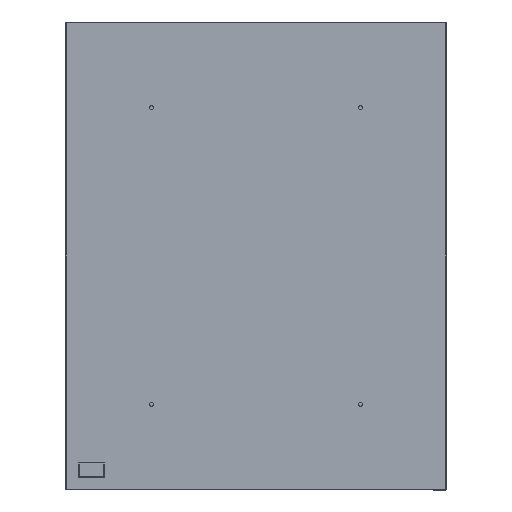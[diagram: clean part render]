
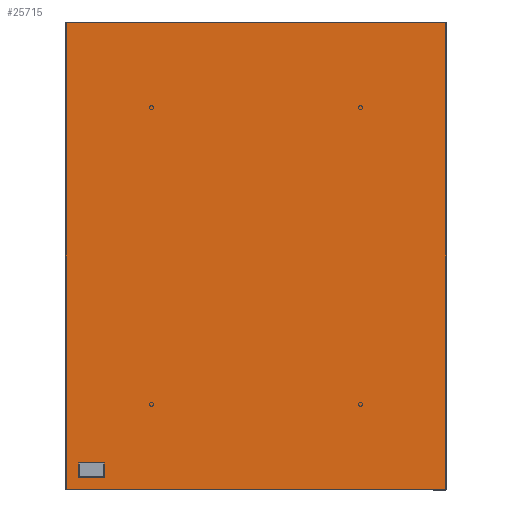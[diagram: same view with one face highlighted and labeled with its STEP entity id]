
A CAD part, left-side view. The second image highlights one B-rep face of the part: STEP entity #25715.
In plain terms, the highlighted planar face has unit normal (-1, 0, 0).
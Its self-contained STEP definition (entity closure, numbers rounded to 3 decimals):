
#25354=CARTESIAN_POINT('',(-1486.064,4607.751,1.131));
#25355=VERTEX_POINT('',#25354);
#25356=CARTESIAN_POINT('',(-1486.064,4607.751,544.869));
#25357=VERTEX_POINT('',#25356);
#25358=CARTESIAN_POINT('',(-1486.064,4607.751,1.131));
#25359=DIRECTION('',(0.0,0.0,1.0));
#25360=VECTOR('',#25359,543.737);
#25361=LINE('',#25358,#25360);
#25362=EDGE_CURVE('',#25355,#25357,#25361,.T.);
#25394=CARTESIAN_POINT('',(-1486.064,4607.42,545.2));
#25395=VERTEX_POINT('',#25394);
#25396=CARTESIAN_POINT('',(-1486.064,4607.751,544.869));
#25397=DIRECTION('',(0.0,-0.707,0.707));
#25398=VECTOR('',#25397,0.469);
#25399=LINE('',#25396,#25398);
#25400=EDGE_CURVE('',#25357,#25395,#25399,.T.);
#25425=CARTESIAN_POINT('',(-1486.064,4165.683,545.2));
#25426=VERTEX_POINT('',#25425);
#25427=CARTESIAN_POINT('',(-1486.064,4607.42,545.2));
#25428=DIRECTION('',(0.0,-1.0,0.0));
#25429=VECTOR('',#25428,441.737);
#25430=LINE('',#25427,#25429);
#25431=EDGE_CURVE('',#25395,#25426,#25430,.T.);
#25465=CARTESIAN_POINT('',(-1486.064,4165.351,544.869));
#25466=VERTEX_POINT('',#25465);
#25467=CARTESIAN_POINT('',(-1486.064,4165.683,545.2));
#25468=DIRECTION('',(0.0,-0.707,-0.707));
#25469=VECTOR('',#25468,0.469);
#25470=LINE('',#25467,#25469);
#25471=EDGE_CURVE('',#25426,#25466,#25470,.T.);
#25496=CARTESIAN_POINT('',(-1486.064,4165.351,1.131));
#25497=VERTEX_POINT('',#25496);
#25498=CARTESIAN_POINT('',(-1486.064,4165.351,544.869));
#25499=DIRECTION('',(0.0,0.0,-1.0));
#25500=VECTOR('',#25499,543.737);
#25501=LINE('',#25498,#25500);
#25502=EDGE_CURVE('',#25466,#25497,#25501,.T.);
#25527=CARTESIAN_POINT('',(-1486.064,4165.683,0.8));
#25528=VERTEX_POINT('',#25527);
#25529=CARTESIAN_POINT('',(-1486.064,4165.351,1.131));
#25530=DIRECTION('',(0.0,0.707,-0.707));
#25531=VECTOR('',#25530,0.469);
#25532=LINE('',#25529,#25531);
#25533=EDGE_CURVE('',#25497,#25528,#25532,.T.);
#25558=CARTESIAN_POINT('',(-1486.064,4607.42,0.8));
#25559=VERTEX_POINT('',#25558);
#25560=CARTESIAN_POINT('',(-1486.064,4165.683,0.8));
#25561=DIRECTION('',(0.0,1.0,0.0));
#25562=VECTOR('',#25561,441.737);
#25563=LINE('',#25560,#25562);
#25564=EDGE_CURVE('',#25528,#25559,#25563,.T.);
#25587=CARTESIAN_POINT('',(-1486.064,4607.42,0.8));
#25588=DIRECTION('',(0.0,0.707,0.707));
#25589=VECTOR('',#25588,0.469);
#25590=LINE('',#25587,#25589);
#25591=EDGE_CURVE('',#25559,#25355,#25590,.T.);
#25700=CARTESIAN_POINT('',(-1486.064,4386.551,0.799));
#25701=DIRECTION('',(-1.0,0.0,0.0));
#25702=DIRECTION('',(0.0,0.0,1.0));
#25703=AXIS2_PLACEMENT_3D('',#25700,#25701,#25702);
#25704=PLANE('',#25703);
#25705=ORIENTED_EDGE('',*,*,#25362,.F.);
#25706=ORIENTED_EDGE('',*,*,#25591,.F.);
#25707=ORIENTED_EDGE('',*,*,#25564,.F.);
#25708=ORIENTED_EDGE('',*,*,#25533,.F.);
#25709=ORIENTED_EDGE('',*,*,#25502,.F.);
#25710=ORIENTED_EDGE('',*,*,#25471,.F.);
#25711=ORIENTED_EDGE('',*,*,#25431,.F.);
#25712=ORIENTED_EDGE('',*,*,#25400,.F.);
#25713=EDGE_LOOP('',(#25705,#25706,#25707,#25708,#25709,#25710,#25711,#25712));
#25714=FACE_OUTER_BOUND('',#25713,.T.);
#25715=ADVANCED_FACE('',(#25714),#25704,.T.);
